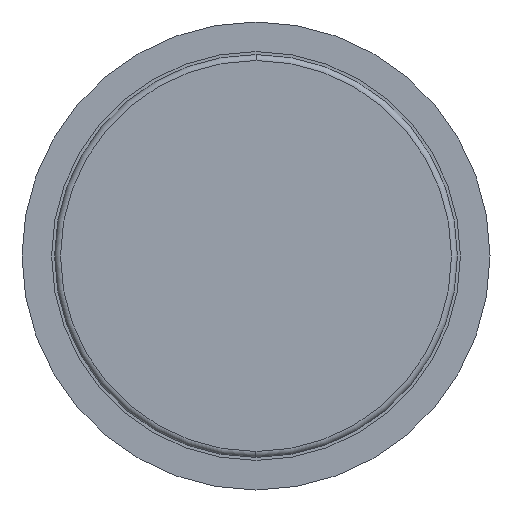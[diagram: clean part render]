
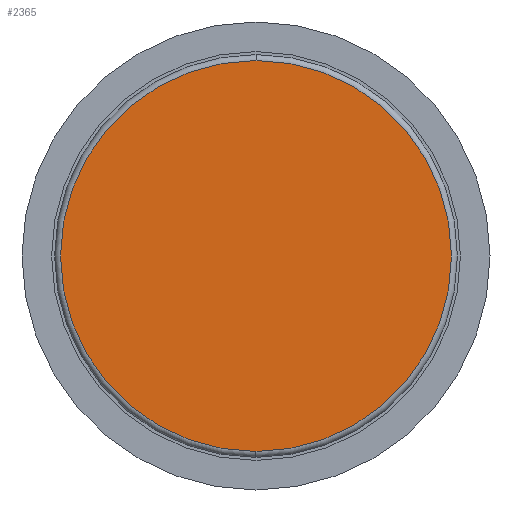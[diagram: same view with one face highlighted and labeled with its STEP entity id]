
A CAD part, front view. The second image highlights one B-rep face of the part: STEP entity #2365.
In plain terms, the highlighted planar face has unit normal (0, -1, 0).
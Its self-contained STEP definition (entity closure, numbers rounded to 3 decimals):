
#29 = EDGE_CURVE ( 'NONE', #3140, #1342, #2735, .T. ) ;
#141 = DIRECTION ( 'NONE',  ( 0., -1., 0. ) ) ;
#174 = AXIS2_PLACEMENT_3D ( 'NONE', #384, #141, #1576 ) ;
#384 = CARTESIAN_POINT ( 'NONE',  ( 0., 0., 0. ) ) ;
#426 = DIRECTION ( 'NONE',  ( 1., 0., 0. ) ) ;
#679 = AXIS2_PLACEMENT_3D ( 'NONE', #1642, #2913, #426 ) ;
#1084 = EDGE_LOOP ( 'NONE', ( #1411, #1085 ) ) ;
#1085 = ORIENTED_EDGE ( 'NONE', *, *, #2408, .T. ) ;
#1087 = CARTESIAN_POINT ( 'NONE',  ( 0., 0., -33. ) ) ;
#1111 = PLANE ( 'NONE',  #679 ) ;
#1342 = VERTEX_POINT ( 'NONE', #1087 ) ;
#1357 = AXIS2_PLACEMENT_3D ( 'NONE', #2883, #1921, #1658 ) ;
#1411 = ORIENTED_EDGE ( 'NONE', *, *, #29, .T. ) ;
#1576 = DIRECTION ( 'NONE',  ( 0., 0., 1. ) ) ;
#1642 = CARTESIAN_POINT ( 'NONE',  ( -33.366, 0., -33. ) ) ;
#1658 = DIRECTION ( 'NONE',  ( 0., 0., 1. ) ) ;
#1694 = FACE_OUTER_BOUND ( 'NONE', #1084, .T. ) ;
#1921 = DIRECTION ( 'NONE',  ( 0., -1., 0. ) ) ;
#2365 = ADVANCED_FACE ( 'NONE', ( #1694 ), #1111, .T. ) ;
#2408 = EDGE_CURVE ( 'NONE', #1342, #3140, #2775, .T. ) ;
#2735 = CIRCLE ( 'NONE', #174, 33. ) ;
#2775 = CIRCLE ( 'NONE', #1357, 33. ) ;
#2883 = CARTESIAN_POINT ( 'NONE',  ( 0., 0., 0. ) ) ;
#2913 = DIRECTION ( 'NONE',  ( 0., -1., 0. ) ) ;
#2941 = CARTESIAN_POINT ( 'NONE',  ( 0., 0., 33. ) ) ;
#3140 = VERTEX_POINT ( 'NONE', #2941 ) ;
